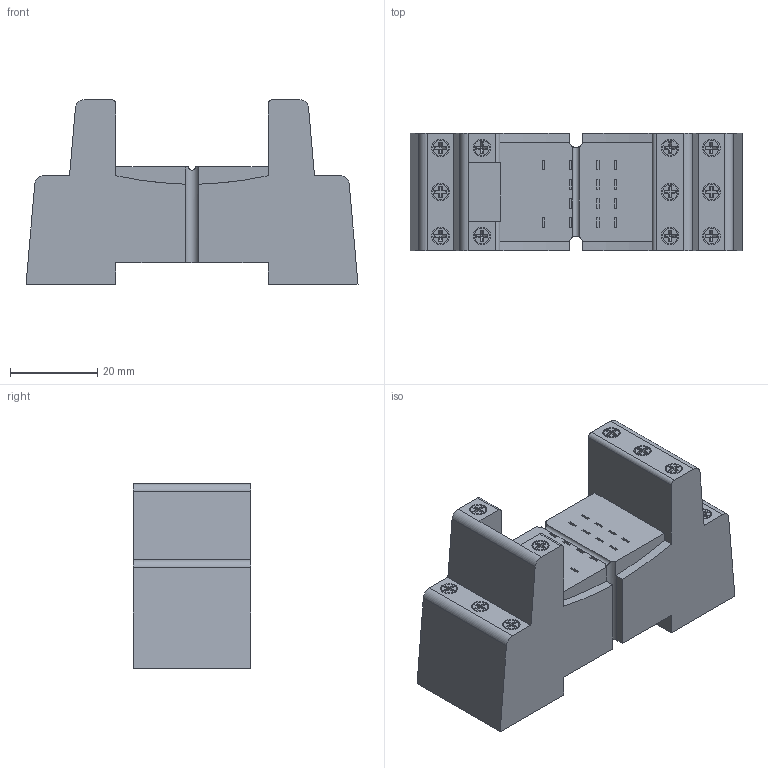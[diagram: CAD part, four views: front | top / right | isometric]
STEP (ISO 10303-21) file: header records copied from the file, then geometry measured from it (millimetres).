
FILE_DESCRIPTION((''),'2;1');
FILE_NAME('GZT3.stp','2015-07-27T08:59:02',('CAD Station'),(''),'Autodesk Inventor 2013','Autodesk Inventor 2013','');
FILE_SCHEMA(('CONFIG_CONTROL_DESIGN'));
Length unit declared in the file: millimetre
Products named in the file (1): GZT3
Bounding box: 76.3 x 27 x 42.5 mm (x, y, z)
Volume: 53849.4 mm3; surface area: 12968.6 mm2
Topology: 1 solids, 1 shells, 459 faces, 1056 edges, 646 vertices
Faces by surface type: plane 423, cylinder 36
Full cylindrical faces by diameter (mm): 3.5 x11, 4 x11
Entity records: 12657 total; most frequent: CARTESIAN_POINT 2186, ORIENTED_EDGE 2068, DIRECTION 2020, EDGE_CURVE 1034, VECTOR 956, LINE 956, VERTEX_POINT 646, AXIS2_PLACEMENT_3D 532
